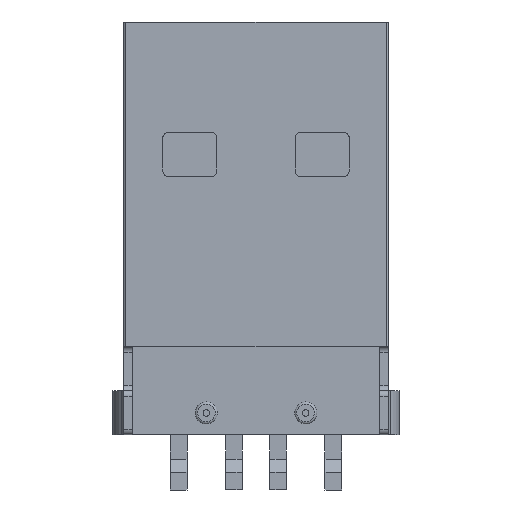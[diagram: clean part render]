
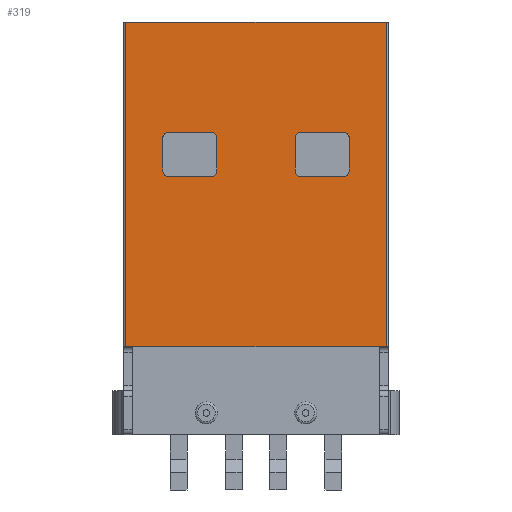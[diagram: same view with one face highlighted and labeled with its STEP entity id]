
A CAD part, front view. The second image highlights one B-rep face of the part: STEP entity #319.
In plain terms, the highlighted face is planar.
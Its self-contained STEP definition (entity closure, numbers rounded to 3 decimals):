
#112=CARTESIAN_POINT('',(5.9,2.25,18.7));
#113=VERTEX_POINT('',#112);
#131=CARTESIAN_POINT('',(5.9,2.25,4.));
#132=VERTEX_POINT('',#131);
#140=CARTESIAN_POINT('',(5.9,2.25,4.));
#141=DIRECTION('',(0.0,0.0,1.0));
#142=VECTOR('',#141,14.7);
#143=LINE('',#140,#142);
#144=EDGE_CURVE('',#132,#113,#143,.T.);
#149=CARTESIAN_POINT('',(-6.,2.25,0.0));
#150=DIRECTION('',(0.0,1.0,0.0));
#151=DIRECTION('',(0.0,0.0,1.0));
#152=AXIS2_PLACEMENT_3D('',#149,#150,#151);
#153=PLANE('',#152);
#154=ORIENTED_EDGE('',*,*,#144,.F.);
#155=CARTESIAN_POINT('',(-5.9,2.25,4.));
#156=VERTEX_POINT('',#155);
#157=CARTESIAN_POINT('',(5.9,2.25,4.));
#158=DIRECTION('',(-1.0,0.0,0.0));
#159=VECTOR('',#158,11.8);
#160=LINE('',#157,#159);
#161=EDGE_CURVE('',#132,#156,#160,.T.);
#162=ORIENTED_EDGE('',*,*,#161,.T.);
#163=CARTESIAN_POINT('',(-5.9,2.25,18.7));
#164=VERTEX_POINT('',#163);
#165=CARTESIAN_POINT('',(-5.9,2.25,18.7));
#166=DIRECTION('',(0.0,0.0,-1.0));
#167=VECTOR('',#166,14.7);
#168=LINE('',#165,#167);
#169=EDGE_CURVE('',#164,#156,#168,.T.);
#170=ORIENTED_EDGE('',*,*,#169,.F.);
#171=CARTESIAN_POINT('',(-5.9,2.25,18.7));
#172=DIRECTION('',(1.0,0.0,0.0));
#173=VECTOR('',#172,11.8);
#174=LINE('',#171,#173);
#175=EDGE_CURVE('',#164,#113,#174,.T.);
#176=ORIENTED_EDGE('',*,*,#175,.T.);
#177=EDGE_LOOP('',(#154,#162,#170,#176));
#178=FACE_OUTER_BOUND('',#177,.T.);
#179=CARTESIAN_POINT('',(-4.225,2.25,13.45));
#180=VERTEX_POINT('',#179);
#181=CARTESIAN_POINT('',(-4.225,2.25,11.95));
#182=VERTEX_POINT('',#181);
#183=CARTESIAN_POINT('',(-4.225,2.25,13.45));
#184=DIRECTION('',(0.0,0.0,-1.0));
#185=VECTOR('',#184,1.5);
#186=LINE('',#183,#185);
#187=EDGE_CURVE('',#180,#182,#186,.T.);
#188=ORIENTED_EDGE('',*,*,#187,.T.);
#189=CARTESIAN_POINT('',(-3.975,2.25,11.7));
#190=VERTEX_POINT('',#189);
#191=CARTESIAN_POINT('',(-3.975,2.25,11.95));
#192=DIRECTION('',(0.0,1.0,0.0));
#193=DIRECTION('',(-0.707,0.0,-0.707));
#194=AXIS2_PLACEMENT_3D('',#191,#192,#193);
#195=CIRCLE('',#194,0.25);
#196=EDGE_CURVE('',#190,#182,#195,.T.);
#197=ORIENTED_EDGE('',*,*,#196,.F.);
#198=CARTESIAN_POINT('',(-2.025,2.25,11.7));
#199=VERTEX_POINT('',#198);
#200=CARTESIAN_POINT('',(-3.975,2.25,11.7));
#201=DIRECTION('',(1.0,0.0,0.0));
#202=VECTOR('',#201,1.95);
#203=LINE('',#200,#202);
#204=EDGE_CURVE('',#190,#199,#203,.T.);
#205=ORIENTED_EDGE('',*,*,#204,.T.);
#206=CARTESIAN_POINT('',(-1.775,2.25,11.95));
#207=VERTEX_POINT('',#206);
#208=CARTESIAN_POINT('',(-2.025,2.25,11.95));
#209=DIRECTION('',(0.0,1.,0.0));
#210=DIRECTION('',(0.707,0.0,-0.707));
#211=AXIS2_PLACEMENT_3D('',#208,#209,#210);
#212=CIRCLE('',#211,0.25);
#213=EDGE_CURVE('',#207,#199,#212,.T.);
#214=ORIENTED_EDGE('',*,*,#213,.F.);
#215=CARTESIAN_POINT('',(-1.775,2.25,13.45));
#216=VERTEX_POINT('',#215);
#217=CARTESIAN_POINT('',(-1.775,2.25,11.95));
#218=DIRECTION('',(0.0,0.0,1.0));
#219=VECTOR('',#218,1.5);
#220=LINE('',#217,#219);
#221=EDGE_CURVE('',#207,#216,#220,.T.);
#222=ORIENTED_EDGE('',*,*,#221,.T.);
#223=CARTESIAN_POINT('',(-2.025,2.25,13.7));
#224=VERTEX_POINT('',#223);
#225=CARTESIAN_POINT('',(-2.025,2.25,13.45));
#226=DIRECTION('',(0.0,1.,0.0));
#227=DIRECTION('',(0.707,0.0,0.707));
#228=AXIS2_PLACEMENT_3D('',#225,#226,#227);
#229=CIRCLE('',#228,0.25);
#230=EDGE_CURVE('',#224,#216,#229,.T.);
#231=ORIENTED_EDGE('',*,*,#230,.F.);
#232=CARTESIAN_POINT('',(-3.975,2.25,13.7));
#233=VERTEX_POINT('',#232);
#234=CARTESIAN_POINT('',(-2.025,2.25,13.7));
#235=DIRECTION('',(-1.0,0.0,0.0));
#236=VECTOR('',#235,1.95);
#237=LINE('',#234,#236);
#238=EDGE_CURVE('',#224,#233,#237,.T.);
#239=ORIENTED_EDGE('',*,*,#238,.T.);
#240=CARTESIAN_POINT('',(-3.975,2.25,13.45));
#241=DIRECTION('',(0.0,1.0,0.0));
#242=DIRECTION('',(-0.707,0.0,0.707));
#243=AXIS2_PLACEMENT_3D('',#240,#241,#242);
#244=CIRCLE('',#243,0.25);
#245=EDGE_CURVE('',#180,#233,#244,.T.);
#246=ORIENTED_EDGE('',*,*,#245,.F.);
#247=EDGE_LOOP('',(#188,#197,#205,#214,#222,#231,#239,#246));
#248=FACE_BOUND('',#247,.T.);
#249=CARTESIAN_POINT('',(1.775,2.25,13.45));
#250=VERTEX_POINT('',#249);
#251=CARTESIAN_POINT('',(1.775,2.25,11.95));
#252=VERTEX_POINT('',#251);
#253=CARTESIAN_POINT('',(1.775,2.25,13.45));
#254=DIRECTION('',(0.0,0.0,-1.0));
#255=VECTOR('',#254,1.5);
#256=LINE('',#253,#255);
#257=EDGE_CURVE('',#250,#252,#256,.T.);
#258=ORIENTED_EDGE('',*,*,#257,.T.);
#259=CARTESIAN_POINT('',(2.025,2.25,11.7));
#260=VERTEX_POINT('',#259);
#261=CARTESIAN_POINT('',(2.025,2.25,11.95));
#262=DIRECTION('',(0.0,1.0,0.0));
#263=DIRECTION('',(-0.707,0.0,-0.707));
#264=AXIS2_PLACEMENT_3D('',#261,#262,#263);
#265=CIRCLE('',#264,0.25);
#266=EDGE_CURVE('',#260,#252,#265,.T.);
#267=ORIENTED_EDGE('',*,*,#266,.F.);
#268=CARTESIAN_POINT('',(3.975,2.25,11.7));
#269=VERTEX_POINT('',#268);
#270=CARTESIAN_POINT('',(2.025,2.25,11.7));
#271=DIRECTION('',(1.0,0.0,0.0));
#272=VECTOR('',#271,1.95);
#273=LINE('',#270,#272);
#274=EDGE_CURVE('',#260,#269,#273,.T.);
#275=ORIENTED_EDGE('',*,*,#274,.T.);
#276=CARTESIAN_POINT('',(4.225,2.25,11.95));
#277=VERTEX_POINT('',#276);
#278=CARTESIAN_POINT('',(3.975,2.25,11.95));
#279=DIRECTION('',(0.0,1.0,0.0));
#280=DIRECTION('',(0.707,0.0,-0.707));
#281=AXIS2_PLACEMENT_3D('',#278,#279,#280);
#282=CIRCLE('',#281,0.25);
#283=EDGE_CURVE('',#277,#269,#282,.T.);
#284=ORIENTED_EDGE('',*,*,#283,.F.);
#285=CARTESIAN_POINT('',(4.225,2.25,13.45));
#286=VERTEX_POINT('',#285);
#287=CARTESIAN_POINT('',(4.225,2.25,11.95));
#288=DIRECTION('',(0.0,0.0,1.0));
#289=VECTOR('',#288,1.5);
#290=LINE('',#287,#289);
#291=EDGE_CURVE('',#277,#286,#290,.T.);
#292=ORIENTED_EDGE('',*,*,#291,.T.);
#293=CARTESIAN_POINT('',(3.975,2.25,13.7));
#294=VERTEX_POINT('',#293);
#295=CARTESIAN_POINT('',(3.975,2.25,13.45));
#296=DIRECTION('',(0.0,1.0,0.0));
#297=DIRECTION('',(0.707,0.0,0.707));
#298=AXIS2_PLACEMENT_3D('',#295,#296,#297);
#299=CIRCLE('',#298,0.25);
#300=EDGE_CURVE('',#294,#286,#299,.T.);
#301=ORIENTED_EDGE('',*,*,#300,.F.);
#302=CARTESIAN_POINT('',(2.025,2.25,13.7));
#303=VERTEX_POINT('',#302);
#304=CARTESIAN_POINT('',(3.975,2.25,13.7));
#305=DIRECTION('',(-1.0,0.0,0.0));
#306=VECTOR('',#305,1.95);
#307=LINE('',#304,#306);
#308=EDGE_CURVE('',#294,#303,#307,.T.);
#309=ORIENTED_EDGE('',*,*,#308,.T.);
#310=CARTESIAN_POINT('',(2.025,2.25,13.45));
#311=DIRECTION('',(0.0,1.,0.0));
#312=DIRECTION('',(-0.707,0.0,0.707));
#313=AXIS2_PLACEMENT_3D('',#310,#311,#312);
#314=CIRCLE('',#313,0.25);
#315=EDGE_CURVE('',#250,#303,#314,.T.);
#316=ORIENTED_EDGE('',*,*,#315,.F.);
#317=EDGE_LOOP('',(#258,#267,#275,#284,#292,#301,#309,#316));
#318=FACE_BOUND('',#317,.T.);
#319=ADVANCED_FACE('',(#178,#248,#318),#153,.T.);
